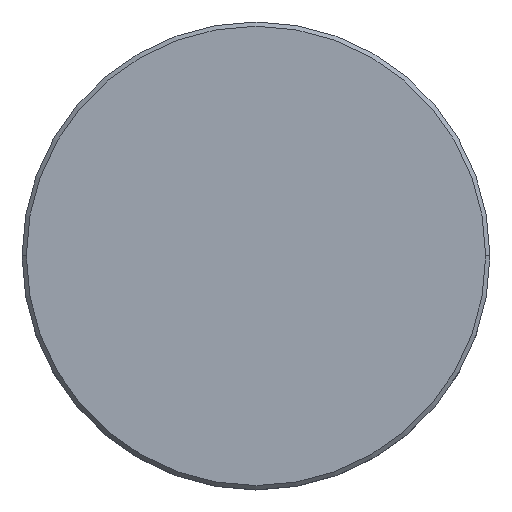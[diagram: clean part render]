
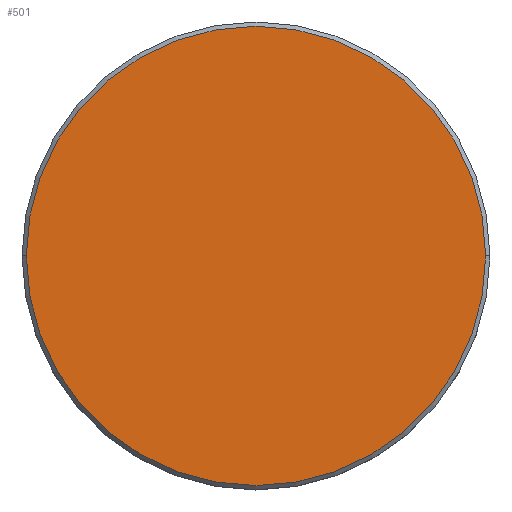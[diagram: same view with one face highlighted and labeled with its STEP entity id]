
A CAD part, top view. The second image highlights one B-rep face of the part: STEP entity #501.
In plain terms, the highlighted planar face has unit normal (0, 0, 1).
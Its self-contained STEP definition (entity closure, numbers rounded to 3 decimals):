
#2 = DIRECTION ( 'NONE',  ( 1., 0., 0. ) ) ;
#13 = DIRECTION ( 'NONE',  ( 0., 0., 1. ) ) ;
#71 = FACE_OUTER_BOUND ( 'NONE', #257, .T. ) ;
#73 = VERTEX_POINT ( 'NONE', #499 ) ;
#79 = ORIENTED_EDGE ( 'NONE', *, *, #433, .T. ) ;
#81 = EDGE_CURVE ( 'NONE', #280, #73, #223, .T. ) ;
#139 = AXIS2_PLACEMENT_3D ( 'NONE', #227, #13, #566 ) ;
#174 = CARTESIAN_POINT ( 'NONE',  ( 0., 0., 0. ) ) ;
#181 = CARTESIAN_POINT ( 'NONE',  ( 0., 0., 0. ) ) ;
#206 = DIRECTION ( 'NONE',  ( 0., 0., 1. ) ) ;
#223 = CIRCLE ( 'NONE', #497, 27. ) ;
#227 = CARTESIAN_POINT ( 'NONE',  ( 0., 0., 0. ) ) ;
#254 = AXIS2_PLACEMENT_3D ( 'NONE', #181, #206, #2 ) ;
#257 = EDGE_LOOP ( 'NONE', ( #460, #79 ) ) ;
#280 = VERTEX_POINT ( 'NONE', #327 ) ;
#325 = PLANE ( 'NONE',  #139 ) ;
#327 = CARTESIAN_POINT ( 'NONE',  ( -27., 0., 0. ) ) ;
#352 = DIRECTION ( 'NONE',  ( 0., 0., 1. ) ) ;
#433 = EDGE_CURVE ( 'NONE', #73, #280, #535, .T. ) ;
#460 = ORIENTED_EDGE ( 'NONE', *, *, #81, .T. ) ;
#497 = AXIS2_PLACEMENT_3D ( 'NONE', #174, #352, #546 ) ;
#499 = CARTESIAN_POINT ( 'NONE',  ( 27., 0., 0. ) ) ;
#501 = ADVANCED_FACE ( 'NONE', ( #71 ), #325, .T. ) ;
#535 = CIRCLE ( 'NONE', #254, 27. ) ;
#546 = DIRECTION ( 'NONE',  ( 1., 0., 0. ) ) ;
#566 = DIRECTION ( 'NONE',  ( 1., 0., 0. ) ) ;
